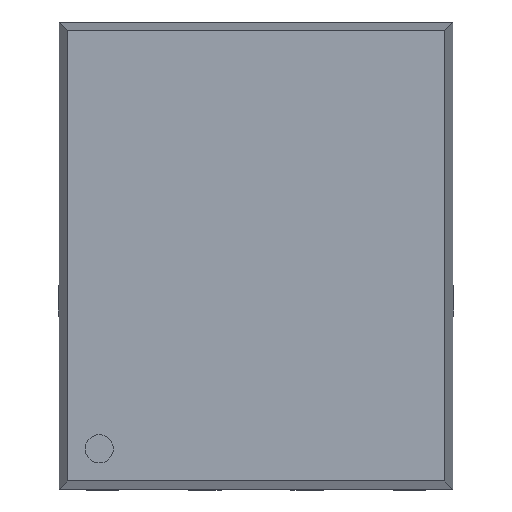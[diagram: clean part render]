
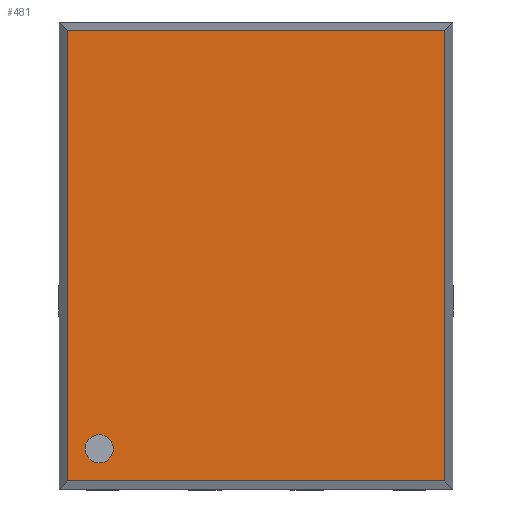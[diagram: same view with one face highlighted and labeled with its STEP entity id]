
A CAD part, top view. The second image highlights one B-rep face of the part: STEP entity #481.
In plain terms, the highlighted planar face has unit normal (0, 0, 1).
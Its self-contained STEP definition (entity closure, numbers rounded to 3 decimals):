
#46 = CARTESIAN_POINT ( 'NONE',  ( -1.95, -1.475, 1.11 ) ) ;
#60 = DIRECTION ( 'NONE',  ( 0., 1., 0. ) ) ;
#66 = ORIENTED_EDGE ( 'NONE', *, *, #2229, .T. ) ;
#215 = AXIS2_PLACEMENT_3D ( 'NONE', #571, #1310, #60 ) ;
#247 = CARTESIAN_POINT ( 'NONE',  ( 2.35, 3.725, 1.11 ) ) ;
#269 = CIRCLE ( 'NONE', #215, 0.175 ) ;
#355 = EDGE_LOOP ( 'NONE', ( #1580, #1311 ) ) ;
#446 = CARTESIAN_POINT ( 'NONE',  ( -2.35, -1.875, 1.11 ) ) ;
#481 = ADVANCED_FACE ( 'NONE', ( #2037, #2798 ), #972, .F. ) ;
#571 = CARTESIAN_POINT ( 'NONE',  ( -1.95, -1.475, 1.11 ) ) ;
#724 = EDGE_CURVE ( 'NONE', #3176, #1586, #3347, .T. ) ;
#836 = VERTEX_POINT ( 'NONE', #2499 ) ;
#870 = VERTEX_POINT ( 'NONE', #446 ) ;
#871 = DIRECTION ( 'NONE',  ( 0., 0., 1. ) ) ;
#905 = AXIS2_PLACEMENT_3D ( 'NONE', #46, #871, #2427 ) ;
#951 = CARTESIAN_POINT ( 'NONE',  ( -2.35, 3.725, 1.11 ) ) ;
#972 = PLANE ( 'NONE',  #1496 ) ;
#977 = LINE ( 'NONE', #1278, #3131 ) ;
#1024 = DIRECTION ( 'NONE',  ( 0., -1., 0. ) ) ;
#1278 = CARTESIAN_POINT ( 'NONE',  ( -2.35, 0.925, 1.11 ) ) ;
#1291 = EDGE_CURVE ( 'NONE', #1725, #2988, #2587, .T. ) ;
#1310 = DIRECTION ( 'NONE',  ( 0., 0., 1. ) ) ;
#1311 = ORIENTED_EDGE ( 'NONE', *, *, #724, .F. ) ;
#1419 = VECTOR ( 'NONE', #3309, 1000. ) ;
#1496 = AXIS2_PLACEMENT_3D ( 'NONE', #2062, #3067, #2017 ) ;
#1580 = ORIENTED_EDGE ( 'NONE', *, *, #2649, .F. ) ;
#1586 = VERTEX_POINT ( 'NONE', #2220 ) ;
#1664 = EDGE_CURVE ( 'NONE', #836, #1725, #2784, .T. ) ;
#1722 = CARTESIAN_POINT ( 'NONE',  ( -1.95, -1.65, 1.11 ) ) ;
#1725 = VERTEX_POINT ( 'NONE', #247 ) ;
#1763 = EDGE_LOOP ( 'NONE', ( #66, #2352, #2426, #2790 ) ) ;
#1859 = CARTESIAN_POINT ( 'NONE',  ( 0., -1.875, 1.11 ) ) ;
#2017 = DIRECTION ( 'NONE',  ( 0., -1., 0. ) ) ;
#2037 = FACE_OUTER_BOUND ( 'NONE', #1763, .T. ) ;
#2062 = CARTESIAN_POINT ( 'NONE',  ( 0., 0.925, 1.11 ) ) ;
#2220 = CARTESIAN_POINT ( 'NONE',  ( -1.95, -1.3, 1.11 ) ) ;
#2229 = EDGE_CURVE ( 'NONE', #870, #836, #3074, .T. ) ;
#2352 = ORIENTED_EDGE ( 'NONE', *, *, #1664, .T. ) ;
#2426 = ORIENTED_EDGE ( 'NONE', *, *, #1291, .T. ) ;
#2427 = DIRECTION ( 'NONE',  ( 0., 1., 0. ) ) ;
#2478 = CARTESIAN_POINT ( 'NONE',  ( 2.35, 0.925, 1.11 ) ) ;
#2499 = CARTESIAN_POINT ( 'NONE',  ( 2.35, -1.875, 1.11 ) ) ;
#2587 = LINE ( 'NONE', #2877, #2992 ) ;
#2649 = EDGE_CURVE ( 'NONE', #1586, #3176, #269, .T. ) ;
#2784 = LINE ( 'NONE', #2478, #2884 ) ;
#2790 = ORIENTED_EDGE ( 'NONE', *, *, #3325, .T. ) ;
#2798 = FACE_BOUND ( 'NONE', #355, .T. ) ;
#2877 = CARTESIAN_POINT ( 'NONE',  ( 0., 3.725, 1.11 ) ) ;
#2884 = VECTOR ( 'NONE', #3000, 1000. ) ;
#2988 = VERTEX_POINT ( 'NONE', #951 ) ;
#2992 = VECTOR ( 'NONE', #3068, 1000. ) ;
#3000 = DIRECTION ( 'NONE',  ( 0., 1., 0. ) ) ;
#3067 = DIRECTION ( 'NONE',  ( 0., 0., -1. ) ) ;
#3068 = DIRECTION ( 'NONE',  ( -1., 0., 0. ) ) ;
#3074 = LINE ( 'NONE', #1859, #1419 ) ;
#3131 = VECTOR ( 'NONE', #1024, 1000. ) ;
#3176 = VERTEX_POINT ( 'NONE', #1722 ) ;
#3309 = DIRECTION ( 'NONE',  ( 1., 0., 0. ) ) ;
#3325 = EDGE_CURVE ( 'NONE', #2988, #870, #977, .T. ) ;
#3347 = CIRCLE ( 'NONE', #905, 0.175 ) ;
